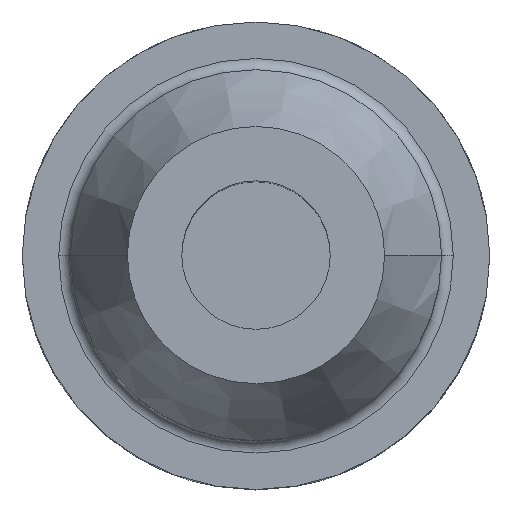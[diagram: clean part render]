
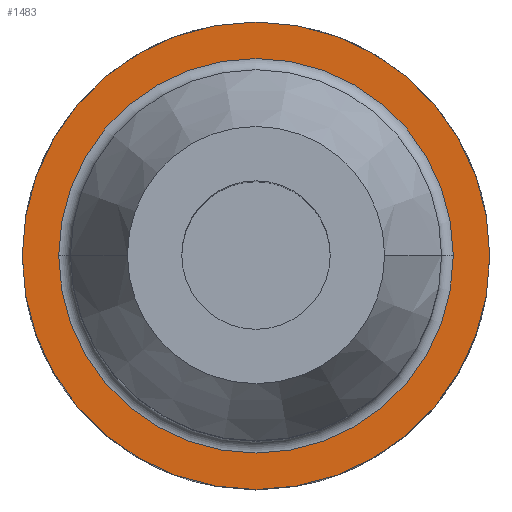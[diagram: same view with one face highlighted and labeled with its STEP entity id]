
A CAD part, top view. The second image highlights one B-rep face of the part: STEP entity #1483.
In plain terms, the highlighted planar face has unit normal (0, 0, 1).
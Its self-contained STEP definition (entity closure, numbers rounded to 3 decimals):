
#4 = DIRECTION ( 'NONE',  ( 1., 0., 0. ) ) ;
#16 = CARTESIAN_POINT ( 'NONE',  ( 0., 0., 20. ) ) ;
#36 = DIRECTION ( 'NONE',  ( 0., 0., 1. ) ) ;
#53 = CARTESIAN_POINT ( 'NONE',  ( 16.875, 0., 20. ) ) ;
#124 = ORIENTED_EDGE ( 'NONE', *, *, #272, .T. ) ;
#186 = DIRECTION ( 'NONE',  ( 0., 0., -1. ) ) ;
#272 = EDGE_CURVE ( 'NONE', #3121, #2951, #857, .T. ) ;
#341 = EDGE_CURVE ( 'NONE', #2951, #3121, #2427, .T. ) ;
#361 = CARTESIAN_POINT ( 'NONE',  ( 0., 0., 20. ) ) ;
#382 = VERTEX_POINT ( 'NONE', #1946 ) ;
#523 = PLANE ( 'NONE',  #1600 ) ;
#544 = AXIS2_PLACEMENT_3D ( 'NONE', #16, #36, #4 ) ;
#713 = CIRCLE ( 'NONE', #544, 20. ) ;
#857 = CIRCLE ( 'NONE', #1846, 16.875 ) ;
#900 = CARTESIAN_POINT ( 'NONE',  ( 0., 20., 20. ) ) ;
#966 = CARTESIAN_POINT ( 'NONE',  ( 0., 0., 20. ) ) ;
#995 = EDGE_CURVE ( 'NONE', #3810, #382, #713, .T. ) ;
#1437 = CARTESIAN_POINT ( 'NONE',  ( 20., 0., 20. ) ) ;
#1445 = EDGE_LOOP ( 'NONE', ( #1740, #124 ) ) ;
#1483 = ADVANCED_FACE ( 'NONE', ( #3375, #3254 ), #523, .F. ) ;
#1598 = DIRECTION ( 'NONE',  ( 0., 0., -1. ) ) ;
#1600 = AXIS2_PLACEMENT_3D ( 'NONE', #900, #1598, #2643 ) ;
#1618 = DIRECTION ( 'NONE',  ( 0., 0., -1. ) ) ;
#1740 = ORIENTED_EDGE ( 'NONE', *, *, #341, .T. ) ;
#1846 = AXIS2_PLACEMENT_3D ( 'NONE', #3243, #186, #2876 ) ;
#1946 = CARTESIAN_POINT ( 'NONE',  ( -20., 0., 20. ) ) ;
#2348 = CARTESIAN_POINT ( 'NONE',  ( -16.875, 0., 20. ) ) ;
#2367 = AXIS2_PLACEMENT_3D ( 'NONE', #361, #2766, #4426 ) ;
#2427 = CIRCLE ( 'NONE', #2785, 16.875 ) ;
#2623 = DIRECTION ( 'NONE',  ( -1., 0., 0. ) ) ;
#2643 = DIRECTION ( 'NONE',  ( -1., 0., 0. ) ) ;
#2766 = DIRECTION ( 'NONE',  ( 0., 0., 1. ) ) ;
#2785 = AXIS2_PLACEMENT_3D ( 'NONE', #966, #1618, #2623 ) ;
#2876 = DIRECTION ( 'NONE',  ( -1., 0., 0. ) ) ;
#2951 = VERTEX_POINT ( 'NONE', #2348 ) ;
#2980 = EDGE_CURVE ( 'NONE', #382, #3810, #3840, .T. ) ;
#3121 = VERTEX_POINT ( 'NONE', #53 ) ;
#3243 = CARTESIAN_POINT ( 'NONE',  ( 0., 0., 20. ) ) ;
#3254 = FACE_OUTER_BOUND ( 'NONE', #3580, .T. ) ;
#3375 = FACE_BOUND ( 'NONE', #1445, .T. ) ;
#3417 = ORIENTED_EDGE ( 'NONE', *, *, #995, .T. ) ;
#3580 = EDGE_LOOP ( 'NONE', ( #3417, #3711 ) ) ;
#3711 = ORIENTED_EDGE ( 'NONE', *, *, #2980, .T. ) ;
#3810 = VERTEX_POINT ( 'NONE', #1437 ) ;
#3840 = CIRCLE ( 'NONE', #2367, 20. ) ;
#4426 = DIRECTION ( 'NONE',  ( 1., 0., 0. ) ) ;
